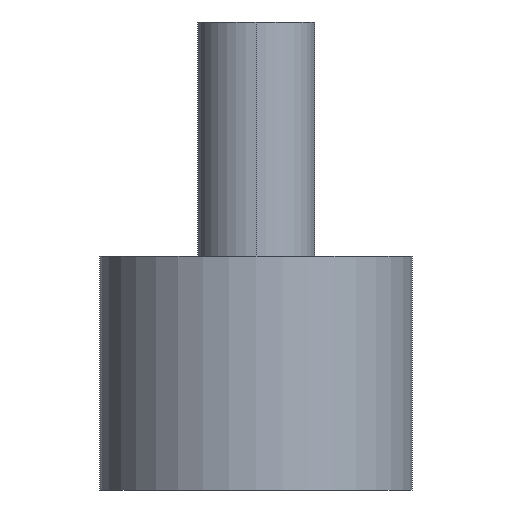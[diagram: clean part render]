
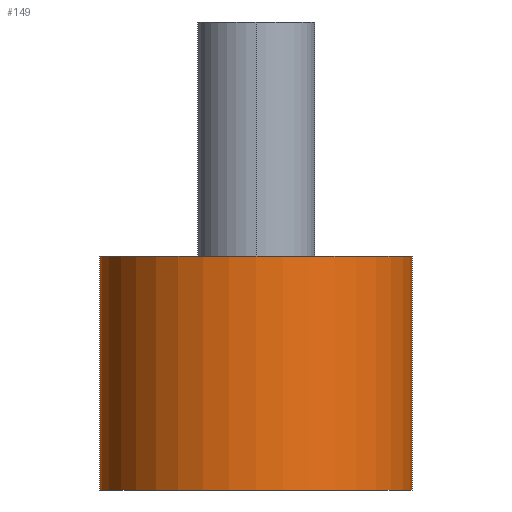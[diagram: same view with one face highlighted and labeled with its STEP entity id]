
A CAD part, left-side view. The second image highlights one B-rep face of the part: STEP entity #149.
In plain terms, the highlighted cylindrical face has radius 20 mm (diameter 40 mm), a partial arc.
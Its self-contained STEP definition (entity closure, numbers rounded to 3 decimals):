
#16 = CARTESIAN_POINT ( 'NONE',  ( -50., 20., -30. ) ) ;
#22 = CARTESIAN_POINT ( 'NONE',  ( -50., -20., -30. ) ) ;
#24 = VERTEX_POINT ( 'NONE', #144 ) ;
#31 = CARTESIAN_POINT ( 'NONE',  ( -50., -20., 0. ) ) ;
#45 = AXIS2_PLACEMENT_3D ( 'NONE', #420, #285, #355 ) ;
#49 = AXIS2_PLACEMENT_3D ( 'NONE', #108, #340, #210 ) ;
#52 = CYLINDRICAL_SURFACE ( 'NONE', #342, 20. ) ;
#56 = DIRECTION ( 'NONE',  ( 1., 0., 0. ) ) ;
#57 = LINE ( 'NONE', #22, #300 ) ;
#83 = EDGE_CURVE ( 'NONE', #405, #123, #393, .T. ) ;
#87 = LINE ( 'NONE', #16, #291 ) ;
#88 = DIRECTION ( 'NONE',  ( 0., 0., 1. ) ) ;
#108 = CARTESIAN_POINT ( 'NONE',  ( -50., 0., -30. ) ) ;
#123 = VERTEX_POINT ( 'NONE', #281 ) ;
#144 = CARTESIAN_POINT ( 'NONE',  ( -50., 20., 0. ) ) ;
#147 = EDGE_CURVE ( 'NONE', #405, #24, #87, .T. ) ;
#148 = FACE_OUTER_BOUND ( 'NONE', #188, .T. ) ;
#149 = ADVANCED_FACE ( 'NONE', ( #148 ), #52, .T. ) ;
#188 = EDGE_LOOP ( 'NONE', ( #335, #331, #391, #239 ) ) ;
#191 = CIRCLE ( 'NONE', #45, 20. ) ;
#210 = DIRECTION ( 'NONE',  ( 1., 0., 0. ) ) ;
#219 = DIRECTION ( 'NONE',  ( 0., 0., 1. ) ) ;
#239 = ORIENTED_EDGE ( 'NONE', *, *, #336, .T. ) ;
#281 = CARTESIAN_POINT ( 'NONE',  ( -50., -20., -30. ) ) ;
#285 = DIRECTION ( 'NONE',  ( 0., 0., 1. ) ) ;
#288 = CARTESIAN_POINT ( 'NONE',  ( -50., 20., -30. ) ) ;
#291 = VECTOR ( 'NONE', #88, 1000. ) ;
#300 = VECTOR ( 'NONE', #323, 1000. ) ;
#314 = CARTESIAN_POINT ( 'NONE',  ( -50., 0., -30. ) ) ;
#323 = DIRECTION ( 'NONE',  ( 0., 0., 1. ) ) ;
#331 = ORIENTED_EDGE ( 'NONE', *, *, #147, .F. ) ;
#335 = ORIENTED_EDGE ( 'NONE', *, *, #357, .F. ) ;
#336 = EDGE_CURVE ( 'NONE', #123, #338, #57, .T. ) ;
#338 = VERTEX_POINT ( 'NONE', #31 ) ;
#340 = DIRECTION ( 'NONE',  ( 0., 0., 1. ) ) ;
#342 = AXIS2_PLACEMENT_3D ( 'NONE', #314, #219, #56 ) ;
#355 = DIRECTION ( 'NONE',  ( 1., 0., 0. ) ) ;
#357 = EDGE_CURVE ( 'NONE', #24, #338, #191, .T. ) ;
#391 = ORIENTED_EDGE ( 'NONE', *, *, #83, .T. ) ;
#393 = CIRCLE ( 'NONE', #49, 20. ) ;
#405 = VERTEX_POINT ( 'NONE', #288 ) ;
#420 = CARTESIAN_POINT ( 'NONE',  ( -50., 0., 0. ) ) ;
